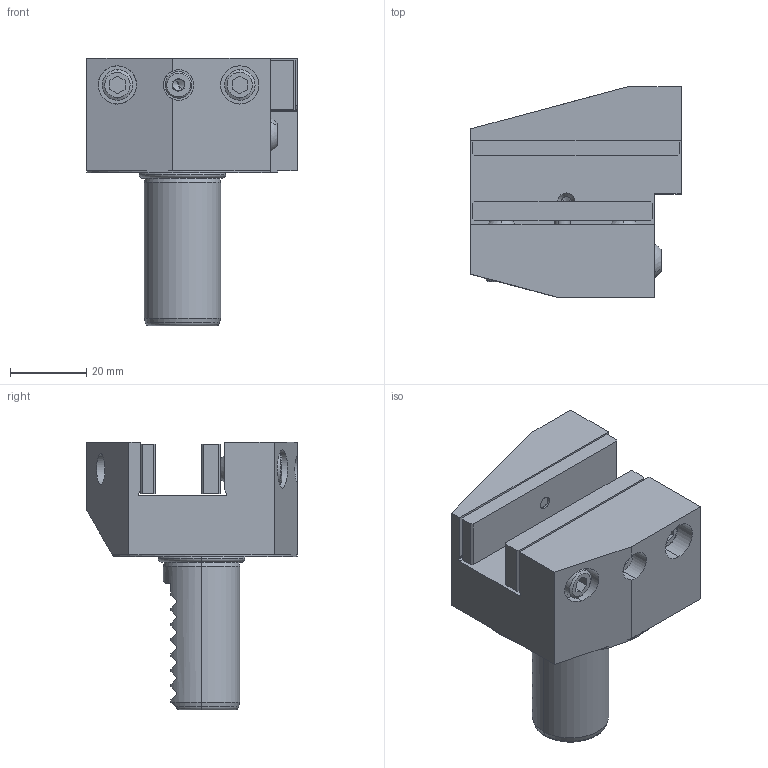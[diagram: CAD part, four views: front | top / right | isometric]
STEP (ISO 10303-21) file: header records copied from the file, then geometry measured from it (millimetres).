
FILE_DESCRIPTION (( 'STEP AP203' ), '1' );
FILE_NAME ('STEP FILE.STEP', '2019-05-21T05:04:47', ( '' ), ( '' ), 'SwSTEP 2.0', 'SolidWorks 2016', '' );
FILE_SCHEMA (( 'CONFIG_CONTROL_DESIGN' ));
Length unit declared in the file: millimetre
Products named in the file (1): STEP FILE
Bounding box: 55 x 55 x 70 mm (x, y, z)
Volume: 73804.3 mm3; surface area: 23843.4 mm2
Topology: 11 solids, 11 shells, 261 faces, 631 edges, 389 vertices
Faces by surface type: plane 130, cylinder 69, cone 39, torus 17, sphere 4, bspline 2
Entity records: 9453 total; most frequent: CARTESIAN_POINT 3384, DIRECTION 1273, ORIENTED_EDGE 1222, EDGE_CURVE 611, AXIS2_PLACEMENT_3D 468, VERTEX_POINT 383, VECTOR 337, LINE 337
